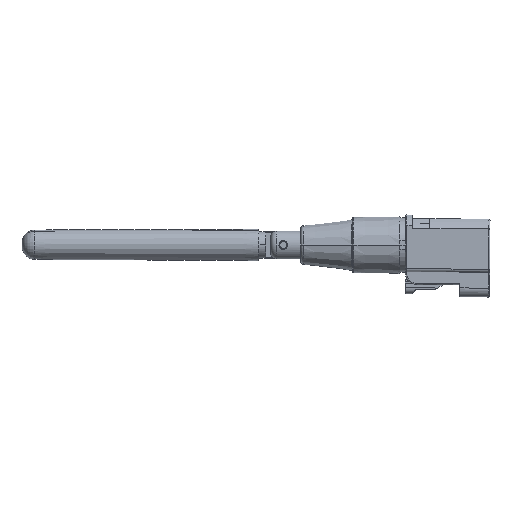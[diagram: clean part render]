
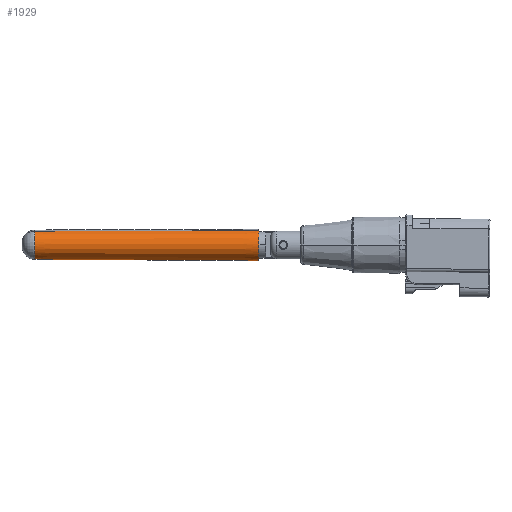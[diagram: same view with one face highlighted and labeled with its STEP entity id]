
A CAD part, left-side view. The second image highlights one B-rep face of the part: STEP entity #1929.
In plain terms, the highlighted conical face has half-angle 0.23 degrees and reference radius 2.496 mm.
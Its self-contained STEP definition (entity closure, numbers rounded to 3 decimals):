
#471 = LINE ( 'NONE', #3309, #6017 ) ;
#623 = DIRECTION ( 'NONE',  ( -0.427, -0.001, 0.904 ) ) ;
#1303 = ORIENTED_EDGE ( 'NONE', *, *, #3214, .F. ) ;
#1929 = ADVANCED_FACE ( 'NONE', ( #7748 ), #2644, .T. ) ;
#2169 = VECTOR ( 'NONE', #7088, 1000. ) ;
#2307 = CARTESIAN_POINT ( 'NONE',  ( 0.69, 15.288, 16.805 ) ) ;
#2387 = ORIENTED_EDGE ( 'NONE', *, *, #9082, .T. ) ;
#2603 = EDGE_CURVE ( 'NONE', #9902, #7238, #8584, .T. ) ;
#2644 = CONICAL_SURFACE ( 'NONE', #6092, 2.496, 0.004 ) ;
#2955 = EDGE_CURVE ( 'NONE', #6873, #7238, #471, .T. ) ;
#3060 = AXIS2_PLACEMENT_3D ( 'NONE', #11334, #4592, #623 ) ;
#3202 = AXIS2_PLACEMENT_3D ( 'NONE', #2307, #10852, #6189 ) ;
#3214 = EDGE_CURVE ( 'NONE', #5946, #6873, #7679, .T. ) ;
#3309 = CARTESIAN_POINT ( 'NONE',  ( 1.757, 55.441, 14.595 ) ) ;
#3364 = DIRECTION ( 'NONE',  ( -0.002, 1., 0.005 ) ) ;
#3511 = CARTESIAN_POINT ( 'NONE',  ( 1.825, 15.291, 14.403 ) ) ;
#4592 = DIRECTION ( 'NONE',  ( 0., -1., -0.001 ) ) ;
#4663 = EDGE_LOOP ( 'NONE', ( #2387, #11624, #11947, #1303 ) ) ;
#5946 = VERTEX_POINT ( 'NONE', #12026 ) ;
#6017 = VECTOR ( 'NONE', #3364, 1000. ) ;
#6092 = AXIS2_PLACEMENT_3D ( 'NONE', #8787, #10774, #11725 ) ;
#6189 = DIRECTION ( 'NONE',  ( -0.427, -0.001, 0.904 ) ) ;
#6873 = VERTEX_POINT ( 'NONE', #3511 ) ;
#7088 = DIRECTION ( 'NONE',  ( 0.002, 1., -0.002 ) ) ;
#7238 = VERTEX_POINT ( 'NONE', #10783 ) ;
#7679 = CIRCLE ( 'NONE', #3202, 2.657 ) ;
#7748 = FACE_OUTER_BOUND ( 'NONE', #4663, .T. ) ;
#8584 = CIRCLE ( 'NONE', #3060, 2.505 ) ;
#8787 = CARTESIAN_POINT ( 'NONE',  ( 0.69, 55.438, 16.851 ) ) ;
#9082 = EDGE_CURVE ( 'NONE', #5946, #9902, #10817, .T. ) ;
#9873 = CARTESIAN_POINT ( 'NONE',  ( -0.376, 55.436, 19.108 ) ) ;
#9902 = VERTEX_POINT ( 'NONE', #10226 ) ;
#10226 = CARTESIAN_POINT ( 'NONE',  ( -0.38, 53.244, 19.113 ) ) ;
#10774 = DIRECTION ( 'NONE',  ( 0., -1., -0.001 ) ) ;
#10783 = CARTESIAN_POINT ( 'NONE',  ( 1.76, 53.25, 14.584 ) ) ;
#10817 = LINE ( 'NONE', #9873, #2169 ) ;
#10852 = DIRECTION ( 'NONE',  ( 0., -1., -0.001 ) ) ;
#11334 = CARTESIAN_POINT ( 'NONE',  ( 0.69, 53.247, 16.849 ) ) ;
#11624 = ORIENTED_EDGE ( 'NONE', *, *, #2603, .T. ) ;
#11725 = DIRECTION ( 'NONE',  ( -0.427, -0.001, 0.904 ) ) ;
#11947 = ORIENTED_EDGE ( 'NONE', *, *, #2955, .F. ) ;
#12026 = CARTESIAN_POINT ( 'NONE',  ( -0.445, 15.285, 19.207 ) ) ;
